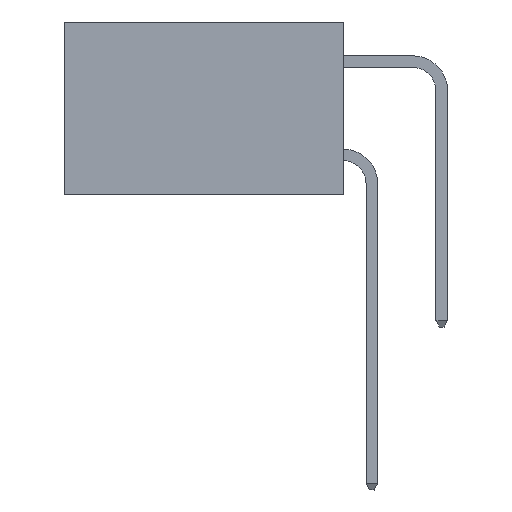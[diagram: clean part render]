
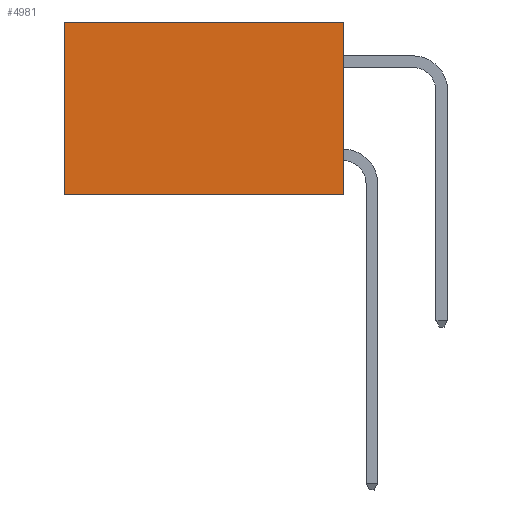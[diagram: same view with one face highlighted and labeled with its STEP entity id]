
A CAD part, left-side view. The second image highlights one B-rep face of the part: STEP entity #4981.
In plain terms, the highlighted planar face has unit normal (-1, 0, 0).
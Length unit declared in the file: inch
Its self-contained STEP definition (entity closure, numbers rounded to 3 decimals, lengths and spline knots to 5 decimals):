
#64 = EDGE_LOOP ( 'NONE', ( #1687, #8884, #4793, #7488 ) ) ;
#337 = CARTESIAN_POINT ( 'NONE',  ( 0.298, 0., 0. ) ) ;
#382 = DIRECTION ( 'NONE',  ( 0., 0., -1. ) ) ;
#419 = EDGE_CURVE ( 'NONE', #10006, #4753, #2864, .T. ) ;
#953 = CARTESIAN_POINT ( 'NONE',  ( 0.298, 0.6, -0.37 ) ) ;
#1086 = VERTEX_POINT ( 'NONE', #4163 ) ;
#1687 = ORIENTED_EDGE ( 'NONE', *, *, #419, .T. ) ;
#2206 = EDGE_CURVE ( 'NONE', #1086, #4753, #8062, .T. ) ;
#2864 = LINE ( 'NONE', #4758, #5151 ) ;
#3081 = EDGE_CURVE ( 'NONE', #7073, #10006, #10025, .T. ) ;
#3172 = DIRECTION ( 'NONE',  ( 0., 1., 0. ) ) ;
#3621 = VECTOR ( 'NONE', #3172, 39.37008 ) ;
#3750 = CARTESIAN_POINT ( 'NONE',  ( 0.298, 0., 0. ) ) ;
#4163 = CARTESIAN_POINT ( 'NONE',  ( 0.298, 0., -0.37 ) ) ;
#4385 = DIRECTION ( 'NONE',  ( 0., 0., -1. ) ) ;
#4753 = VERTEX_POINT ( 'NONE', #953 ) ;
#4758 = CARTESIAN_POINT ( 'NONE',  ( 0.298, 0.6, 0. ) ) ;
#4793 = ORIENTED_EDGE ( 'NONE', *, *, #6169, .F. ) ;
#4981 = ADVANCED_FACE ( 'NONE', ( #7883 ), #8014, .F. ) ;
#5151 = VECTOR ( 'NONE', #4385, 39.37008 ) ;
#5207 = CARTESIAN_POINT ( 'NONE',  ( 0.298, 0., 0. ) ) ;
#5347 = CARTESIAN_POINT ( 'NONE',  ( 0.298, 0., -0.37 ) ) ;
#5567 = DIRECTION ( 'NONE',  ( 1., 0., 0. ) ) ;
#6169 = EDGE_CURVE ( 'NONE', #7073, #1086, #10111, .T. ) ;
#7073 = VERTEX_POINT ( 'NONE', #5207 ) ;
#7488 = ORIENTED_EDGE ( 'NONE', *, *, #3081, .T. ) ;
#7645 = VECTOR ( 'NONE', #7653, 39.37008 ) ;
#7653 = DIRECTION ( 'NONE',  ( 0., 1., 0. ) ) ;
#7883 = FACE_OUTER_BOUND ( 'NONE', #64, .T. ) ;
#8014 = PLANE ( 'NONE',  #10480 ) ;
#8062 = LINE ( 'NONE', #5347, #3621 ) ;
#8884 = ORIENTED_EDGE ( 'NONE', *, *, #2206, .F. ) ;
#9501 = DIRECTION ( 'NONE',  ( 0., 0., -1. ) ) ;
#9857 = CARTESIAN_POINT ( 'NONE',  ( 0.298, 0.6, 0. ) ) ;
#10006 = VERTEX_POINT ( 'NONE', #9857 ) ;
#10025 = LINE ( 'NONE', #10099, #7645 ) ;
#10099 = CARTESIAN_POINT ( 'NONE',  ( 0.298, 0., 0. ) ) ;
#10111 = LINE ( 'NONE', #3750, #10577 ) ;
#10480 = AXIS2_PLACEMENT_3D ( 'NONE', #337, #5567, #382 ) ;
#10577 = VECTOR ( 'NONE', #9501, 39.37008 ) ;
